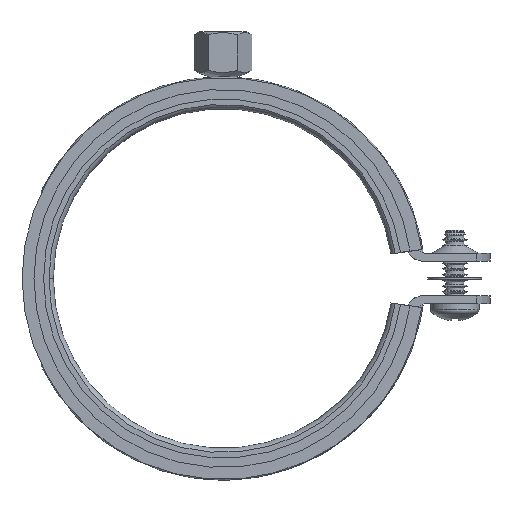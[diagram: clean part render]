
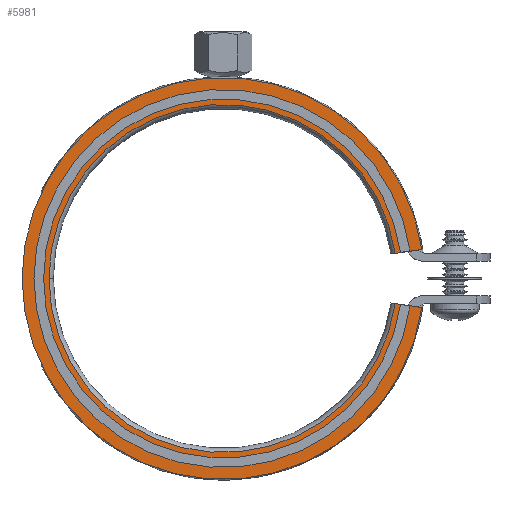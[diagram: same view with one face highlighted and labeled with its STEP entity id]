
A CAD part, front view. The second image highlights one B-rep face of the part: STEP entity #5981.
In plain terms, the highlighted face is planar.
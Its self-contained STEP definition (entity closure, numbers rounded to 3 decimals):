
#4832=CARTESIAN_POINT('',(74.957,166.573,11.5));
#4833=VERTEX_POINT('',#4832);
#4840=CARTESIAN_POINT('',(164.684,160.064,11.5));
#4841=VERTEX_POINT('',#4840);
#4842=CARTESIAN_POINT('',(120.057,166.573,11.5));
#4843=DIRECTION('',(0.0,0.0,1.0));
#4844=DIRECTION('',(1.0,0.0,0.0));
#4845=AXIS2_PLACEMENT_3D('',#4842,#4843,#4844);
#4846=CIRCLE('',#4845,45.1);
#4847=EDGE_CURVE('',#4833,#4841,#4846,.T.);
#4872=CARTESIAN_POINT('',(67.957,166.573,11.5));
#4873=VERTEX_POINT('',#4872);
#4882=CARTESIAN_POINT('',(171.611,174.092,11.5));
#4883=VERTEX_POINT('',#4882);
#4884=CARTESIAN_POINT('',(120.057,166.573,11.5));
#4885=DIRECTION('',(0.0,0.0,1.0));
#4886=DIRECTION('',(1.0,0.0,0.0));
#4887=AXIS2_PLACEMENT_3D('',#4884,#4885,#4886);
#4888=CIRCLE('',#4887,52.1);
#4889=EDGE_CURVE('',#4883,#4873,#4888,.T.);
#5932=CARTESIAN_POINT('',(171.611,159.053,11.5));
#5933=VERTEX_POINT('',#5932);
#5940=CARTESIAN_POINT('',(120.057,166.573,11.5));
#5941=DIRECTION('',(0.0,0.0,1.0));
#5942=DIRECTION('',(1.0,0.0,0.0));
#5943=AXIS2_PLACEMENT_3D('',#5940,#5941,#5942);
#5944=CIRCLE('',#5943,52.1);
#5945=EDGE_CURVE('',#4873,#5933,#5944,.T.);
#5950=CARTESIAN_POINT('',(168.148,173.587,11.5));
#5951=DIRECTION('',(0.0,0.0,1.0));
#5952=DIRECTION('',(1.0,0.0,0.0));
#5953=AXIS2_PLACEMENT_3D('',#5950,#5951,#5952);
#5954=PLANE('',#5953);
#5955=CARTESIAN_POINT('',(171.611,159.053,11.5));
#5956=DIRECTION('',(-0.99,0.144,0.0));
#5957=VECTOR('',#5956,7.);
#5958=LINE('',#5955,#5957);
#5959=EDGE_CURVE('',#5933,#4841,#5958,.T.);
#5960=ORIENTED_EDGE('',*,*,#5959,.T.);
#5961=ORIENTED_EDGE('',*,*,#4847,.F.);
#5962=CARTESIAN_POINT('',(164.684,173.082,11.5));
#5963=VERTEX_POINT('',#5962);
#5964=CARTESIAN_POINT('',(120.057,166.573,11.5));
#5965=DIRECTION('',(0.0,0.0,1.0));
#5966=DIRECTION('',(1.0,0.0,0.0));
#5967=AXIS2_PLACEMENT_3D('',#5964,#5965,#5966);
#5968=CIRCLE('',#5967,45.1);
#5969=EDGE_CURVE('',#5963,#4833,#5968,.T.);
#5970=ORIENTED_EDGE('',*,*,#5969,.F.);
#5971=CARTESIAN_POINT('',(171.611,174.092,11.5));
#5972=DIRECTION('',(-0.99,-0.144,0.0));
#5973=VECTOR('',#5972,7.);
#5974=LINE('',#5971,#5973);
#5975=EDGE_CURVE('',#4883,#5963,#5974,.T.);
#5976=ORIENTED_EDGE('',*,*,#5975,.F.);
#5977=ORIENTED_EDGE('',*,*,#4889,.T.);
#5978=ORIENTED_EDGE('',*,*,#5945,.T.);
#5979=EDGE_LOOP('',(#5960,#5961,#5970,#5976,#5977,#5978));
#5980=FACE_OUTER_BOUND('',#5979,.T.);
#5981=ADVANCED_FACE('',(#5980),#5954,.T.);
